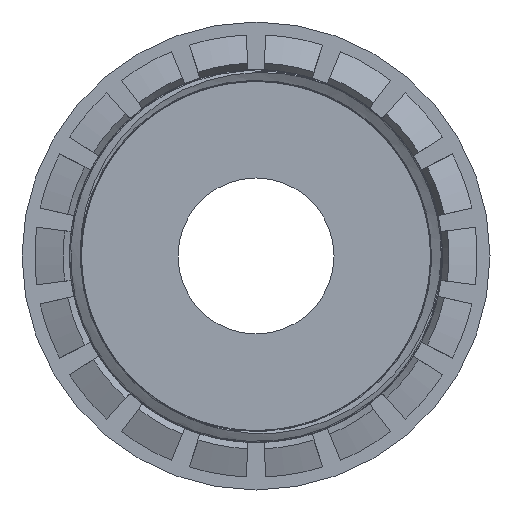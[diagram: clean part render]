
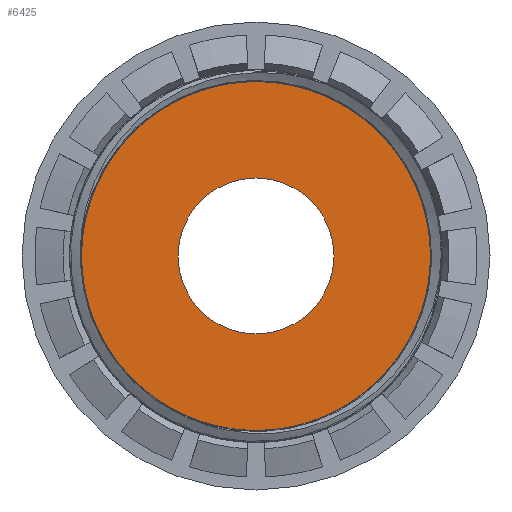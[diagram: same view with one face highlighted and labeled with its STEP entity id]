
A CAD part, front view. The second image highlights one B-rep face of the part: STEP entity #6425.
In plain terms, the highlighted planar face has unit normal (0, -1, 0).
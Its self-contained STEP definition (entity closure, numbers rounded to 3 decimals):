
#222=CIRCLE('',#6863,22.5);
#223=CIRCLE('',#6864,10.);
#275=FACE_BOUND('',#1269,.T.);
#522=PLANE('',#6862);
#871=FACE_OUTER_BOUND('',#1268,.T.);
#1268=EDGE_LOOP('',(#6000));
#1269=EDGE_LOOP('',(#6001));
#3306=VERTEX_POINT('',#15262);
#3307=VERTEX_POINT('',#15264);
#4210=EDGE_CURVE('',#3306,#3306,#222,.T.);
#4211=EDGE_CURVE('',#3307,#3307,#223,.T.);
#6000=ORIENTED_EDGE('',*,*,#4210,.F.);
#6001=ORIENTED_EDGE('',*,*,#4211,.T.);
#6425=ADVANCED_FACE('',(#871,#275),#522,.T.);
#6862=AXIS2_PLACEMENT_3D('',#15261,#8383,#8384);
#6863=AXIS2_PLACEMENT_3D('',#15263,#8385,#8386);
#6864=AXIS2_PLACEMENT_3D('',#15265,#8387,#8388);
#8383=DIRECTION('center_axis',(0.,-1.,0.));
#8384=DIRECTION('ref_axis',(0.,0.,-1.));
#8385=DIRECTION('center_axis',(0.,1.,0.));
#8386=DIRECTION('ref_axis',(1.,0.,0.));
#8387=DIRECTION('center_axis',(0.,1.,0.));
#8388=DIRECTION('ref_axis',(1.,0.,0.));
#15261=CARTESIAN_POINT('Origin',(0.,-16.856,38.789));
#15262=CARTESIAN_POINT('',(0.,-16.856,38.789));
#15263=CARTESIAN_POINT('Origin',(0.,-16.856,16.289));
#15264=CARTESIAN_POINT('',(0.,-16.856,26.289));
#15265=CARTESIAN_POINT('Origin',(0.,-16.856,16.289));
